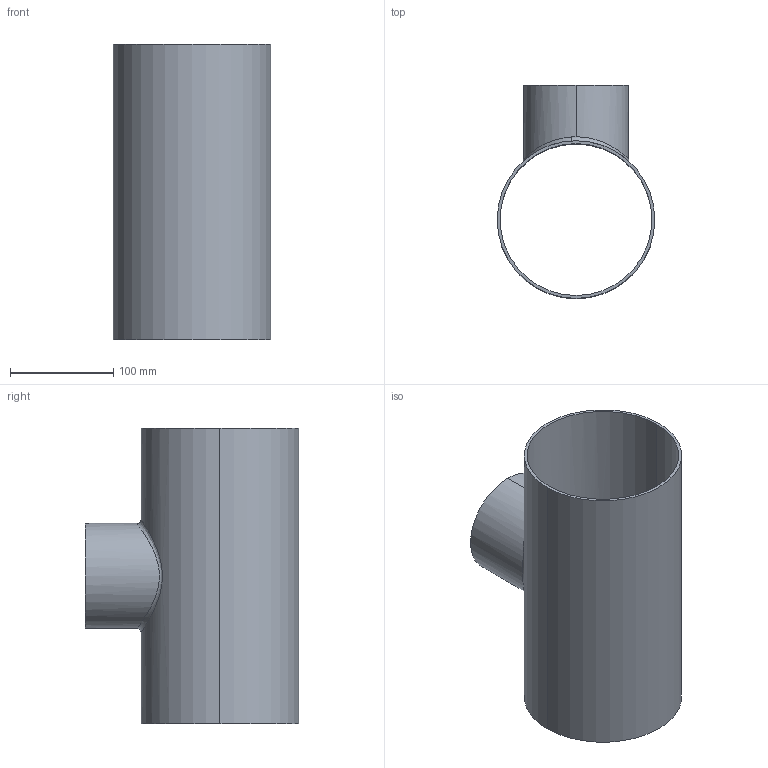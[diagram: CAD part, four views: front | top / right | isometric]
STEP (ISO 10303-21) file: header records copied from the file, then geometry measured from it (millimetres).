
FILE_DESCRIPTION (( 'STEP AP214' ), '1' );
FILE_NAME ('DT10 152.4x101.6.STEP', '2014-02-12T02:26:26', ( '' ), ( '' ), 'SwSTEP 2.0', 'SolidWorks 2013', '' );
FILE_SCHEMA (( 'AUTOMOTIVE_DESIGN' ));
Length unit declared in the file: millimetre
Products named in the file (1): DT10 152.4x101.6
Bounding box: 152.4 x 206.4 x 285.8 mm (x, y, z)
Volume: 391057.1 mm3; surface area: 295014.7 mm2
Topology: 1 solids, 1 shells, 15 faces, 36 edges, 24 vertices
Faces by surface type: cylinder 8, bspline 4, plane 3
Entity records: 1971 total; most frequent: CARTESIAN_POINT 1599, ORIENTED_EDGE 72, DIRECTION 64, EDGE_CURVE 36, AXIS2_PLACEMENT_3D 28, VERTEX_POINT 24, EDGE_LOOP 20, CIRCLE 16
